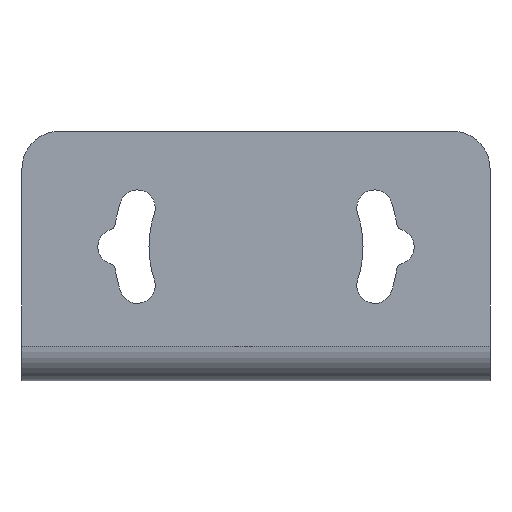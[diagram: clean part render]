
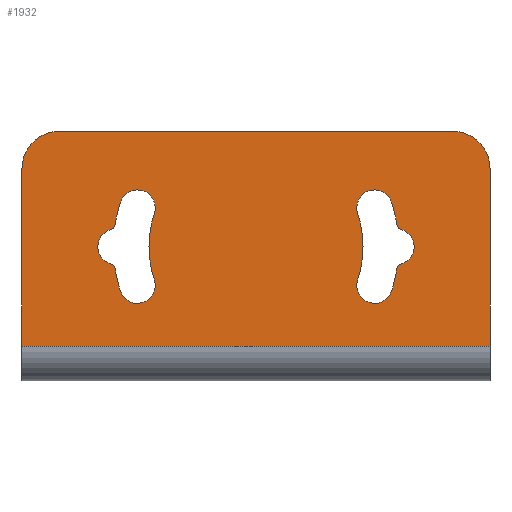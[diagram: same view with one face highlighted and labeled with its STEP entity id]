
A CAD part, front view. The second image highlights one B-rep face of the part: STEP entity #1932.
In plain terms, the highlighted planar face has unit normal (0, -1, 0).
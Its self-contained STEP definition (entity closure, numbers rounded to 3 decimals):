
#553=DIRECTION('',(0.,0.,1.));
#554=VECTOR('',#553,28.44);
#555=CARTESIAN_POINT('',(37.5,0.,2.78));
#556=LINE('',#555,#554);
#557=CARTESIAN_POINT('',(31.5,0.,31.22));
#558=DIRECTION('',(0.,-1.,0.));
#559=DIRECTION('',(1.,0.,0.));
#560=AXIS2_PLACEMENT_3D('',#557,#558,#559);
#562=DIRECTION('',(1.,0.,0.));
#563=VECTOR('',#562,75.);
#564=CARTESIAN_POINT('',(-37.5,0.,2.78));
#565=LINE('',#564,#563);
#566=CARTESIAN_POINT('',(-31.5,0.,31.22));
#567=DIRECTION('',(0.,-1.,0.));
#568=DIRECTION('',(0.,0.,1.));
#569=AXIS2_PLACEMENT_3D('',#566,#567,#568);
#571=CARTESIAN_POINT('',(-23.561,0.,15.019));
#572=DIRECTION('',(0.,-1.,0.));
#573=DIRECTION('',(0.988,0.,0.155));
#574=AXIS2_PLACEMENT_3D('',#571,#572,#573);
#576=CARTESIAN_POINT('',(0.,0.,18.72));
#577=DIRECTION('',(0.,1.,0.));
#578=DIRECTION('',(-0.95,0.,-0.312));
#579=AXIS2_PLACEMENT_3D('',#576,#577,#578);
#581=CARTESIAN_POINT('',(-19.,0.,12.475));
#582=DIRECTION('',(0.,1.,0.));
#583=DIRECTION('',(0.95,0.,0.312));
#584=AXIS2_PLACEMENT_3D('',#581,#582,#583);
#586=CARTESIAN_POINT('',(0.,0.,18.72));
#587=DIRECTION('',(0.,1.,0.));
#588=DIRECTION('',(-0.95,0.,-0.312));
#589=AXIS2_PLACEMENT_3D('',#586,#587,#588);
#591=CARTESIAN_POINT('',(0.,0.,18.72));
#592=DIRECTION('',(0.,1.,0.));
#593=DIRECTION('',(-1.,0.,0.));
#594=AXIS2_PLACEMENT_3D('',#591,#592,#593);
#596=CARTESIAN_POINT('',(-19.,0.,24.965));
#597=DIRECTION('',(0.,1.,0.));
#598=DIRECTION('',(-0.95,0.,0.312));
#599=AXIS2_PLACEMENT_3D('',#596,#597,#598);
#601=CARTESIAN_POINT('',(0.,0.,18.72));
#602=DIRECTION('',(0.,1.,0.));
#603=DIRECTION('',(-0.988,0.,0.155));
#604=AXIS2_PLACEMENT_3D('',#601,#602,#603);
#606=CARTESIAN_POINT('',(-23.561,0.,22.421));
#607=DIRECTION('',(0.,-1.,0.));
#608=DIRECTION('',(0.276,0.,-0.961));
#609=AXIS2_PLACEMENT_3D('',#606,#607,#608);
#611=CARTESIAN_POINT('',(-22.5,0.,18.72));
#612=DIRECTION('',(0.,-1.,0.));
#613=DIRECTION('',(-0.276,0.,0.961));
#614=AXIS2_PLACEMENT_3D('',#611,#612,#613);
#616=CARTESIAN_POINT('',(23.561,0.,15.019));
#617=DIRECTION('',(0.,-1.,0.));
#618=DIRECTION('',(-0.276,0.,0.961));
#619=AXIS2_PLACEMENT_3D('',#616,#617,#618);
#621=CARTESIAN_POINT('',(22.5,0.,18.72));
#622=DIRECTION('',(0.,-1.,0.));
#623=DIRECTION('',(0.276,0.,-0.961));
#624=AXIS2_PLACEMENT_3D('',#621,#622,#623);
#626=CARTESIAN_POINT('',(23.561,0.,22.421));
#627=DIRECTION('',(0.,-1.,0.));
#628=DIRECTION('',(-0.988,0.,-0.155));
#629=AXIS2_PLACEMENT_3D('',#626,#627,#628);
#631=CARTESIAN_POINT('',(0.,0.,18.72));
#632=DIRECTION('',(0.,1.,0.));
#633=DIRECTION('',(0.95,0.,0.312));
#634=AXIS2_PLACEMENT_3D('',#631,#632,#633);
#636=CARTESIAN_POINT('',(19.,0.,24.965));
#637=DIRECTION('',(0.,1.,0.));
#638=DIRECTION('',(-0.95,0.,-0.312));
#639=AXIS2_PLACEMENT_3D('',#636,#637,#638);
#641=CARTESIAN_POINT('',(0.,0.,18.72));
#642=DIRECTION('',(0.,1.,0.));
#643=DIRECTION('',(0.95,0.,0.312));
#644=AXIS2_PLACEMENT_3D('',#641,#642,#643);
#646=CARTESIAN_POINT('',(0.,0.,18.72));
#647=DIRECTION('',(0.,1.,0.));
#648=DIRECTION('',(1.,0.,0.));
#649=AXIS2_PLACEMENT_3D('',#646,#647,#648);
#651=CARTESIAN_POINT('',(19.,0.,12.475));
#652=DIRECTION('',(0.,1.,0.));
#653=DIRECTION('',(0.95,0.,-0.312));
#654=AXIS2_PLACEMENT_3D('',#651,#652,#653);
#656=CARTESIAN_POINT('',(0.,0.,18.72));
#657=DIRECTION('',(0.,1.,0.));
#658=DIRECTION('',(0.988,0.,-0.155));
#659=AXIS2_PLACEMENT_3D('',#656,#657,#658);
#665=DIRECTION('',(0.,0.,1.));
#666=VECTOR('',#665,28.44);
#667=CARTESIAN_POINT('',(-37.5,0.,2.78));
#668=LINE('',#667,#666);
#785=DIRECTION('',(1.,0.,0.));
#786=VECTOR('',#785,63.);
#787=CARTESIAN_POINT('',(-31.5,0.,37.22));
#788=LINE('',#787,#786);
#874=CARTESIAN_POINT('',(-37.5,0.,2.78));
#876=VERTEX_POINT('',#874);
#878=CARTESIAN_POINT('',(37.5,0.,2.78));
#880=VERTEX_POINT('',#878);
#973=CARTESIAN_POINT('',(-16.292,0.,13.365));
#974=CARTESIAN_POINT('',(-17.15,0.,18.72));
#975=VERTEX_POINT('',#973);
#976=VERTEX_POINT('',#974);
#977=CARTESIAN_POINT('',(-16.292,0.,24.075));
#978=VERTEX_POINT('',#977);
#979=CARTESIAN_POINT('',(-21.707,0.,25.855));
#980=VERTEX_POINT('',#979);
#981=CARTESIAN_POINT('',(-21.707,0.,11.585));
#982=VERTEX_POINT('',#981);
#983=CARTESIAN_POINT('',(16.292,0.,24.075));
#984=CARTESIAN_POINT('',(17.15,0.,18.72));
#985=VERTEX_POINT('',#983);
#986=VERTEX_POINT('',#984);
#987=CARTESIAN_POINT('',(16.292,0.,13.365));
#988=VERTEX_POINT('',#987);
#989=CARTESIAN_POINT('',(21.707,0.,11.585));
#990=VERTEX_POINT('',#989);
#991=CARTESIAN_POINT('',(21.707,0.,25.855));
#992=VERTEX_POINT('',#991);
#1009=CARTESIAN_POINT('',(37.5,0.,31.22));
#1010=CARTESIAN_POINT('',(31.5,0.,37.22));
#1011=VERTEX_POINT('',#1009);
#1012=VERTEX_POINT('',#1010);
#1017=CARTESIAN_POINT('',(-31.5,0.,37.22));
#1018=CARTESIAN_POINT('',(-37.5,0.,31.22));
#1019=VERTEX_POINT('',#1017);
#1020=VERTEX_POINT('',#1018);
#1093=CARTESIAN_POINT('',(-22.573,0.,15.174));
#1094=VERTEX_POINT('',#1093);
#1095=CARTESIAN_POINT('',(-23.285,0.,15.98));
#1096=VERTEX_POINT('',#1095);
#1101=CARTESIAN_POINT('',(-23.285,0.,21.46));
#1102=VERTEX_POINT('',#1101);
#1103=CARTESIAN_POINT('',(-22.573,0.,22.266));
#1104=VERTEX_POINT('',#1103);
#1109=CARTESIAN_POINT('',(23.285,0.,15.98));
#1110=VERTEX_POINT('',#1109);
#1111=CARTESIAN_POINT('',(22.573,0.,15.174));
#1112=VERTEX_POINT('',#1111);
#1117=CARTESIAN_POINT('',(22.573,0.,
22.266));
#1118=VERTEX_POINT('',#1117);
#1119=CARTESIAN_POINT('',(23.285,0.,21.46));
#1120=VERTEX_POINT('',#1119);
#1876=CARTESIAN_POINT('',(-37.5,0.,2.78));
#1877=DIRECTION('',(0.,1.,0.));
#1878=DIRECTION('',(0.,0.,1.));
#1879=AXIS2_PLACEMENT_3D('',#1876,#1877,#1878);
#1880=PLANE('',#1879);
#1881=ORIENTED_EDGE('',*,*,#1866,.F.);
#1882=ORIENTED_EDGE('',*,*,#1856,.F.);
#1883=ORIENTED_EDGE('',*,*,#1128,.F.);
#1885=ORIENTED_EDGE('',*,*,#1884,.T.);
#1887=ORIENTED_EDGE('',*,*,#1886,.F.);
#1889=ORIENTED_EDGE('',*,*,#1888,.T.);
#1890=EDGE_LOOP('',(#1881,#1882,#1883,#1885,#1887,#1889));
#1891=FACE_OUTER_BOUND('',#1890,.F.);
#1893=ORIENTED_EDGE('',*,*,#1892,.F.);
#1895=ORIENTED_EDGE('',*,*,#1894,.F.);
#1897=ORIENTED_EDGE('',*,*,#1896,.F.);
#1899=ORIENTED_EDGE('',*,*,#1898,.T.);
#1901=ORIENTED_EDGE('',*,*,#1900,.T.);
#1903=ORIENTED_EDGE('',*,*,#1902,.F.);
#1905=ORIENTED_EDGE('',*,*,#1904,.F.);
#1907=ORIENTED_EDGE('',*,*,#1906,.F.);
#1909=ORIENTED_EDGE('',*,*,#1908,.T.);
#1910=EDGE_LOOP('',(#1893,#1895,#1897,#1899,#1901,#1903,#1905,#1907,#1909));
#1911=FACE_BOUND('',#1910,.F.);
#1913=ORIENTED_EDGE('',*,*,#1912,.F.);
#1915=ORIENTED_EDGE('',*,*,#1914,.T.);
#1917=ORIENTED_EDGE('',*,*,#1916,.F.);
#1919=ORIENTED_EDGE('',*,*,#1918,.F.);
#1921=ORIENTED_EDGE('',*,*,#1920,.F.);
#1923=ORIENTED_EDGE('',*,*,#1922,.T.);
#1925=ORIENTED_EDGE('',*,*,#1924,.T.);
#1927=ORIENTED_EDGE('',*,*,#1926,.F.);
#1929=ORIENTED_EDGE('',*,*,#1928,.F.);
#1930=EDGE_LOOP('',(#1913,#1915,#1917,#1919,#1921,#1923,#1925,#1927,#1929));
#1931=FACE_BOUND('',#1930,.F.);
#1932=ADVANCED_FACE('',(#1891,#1911,#1931),#1880,.F.);
#561=CIRCLE('',#560,6.);
#570=CIRCLE('',#569,6.);
#575=CIRCLE('',#574,1.);
#580=CIRCLE('',#579,22.85);
#585=CIRCLE('',#584,2.85);
#590=CIRCLE('',#589,17.15);
#595=CIRCLE('',#594,17.15);
#600=CIRCLE('',#599,2.85);
#605=CIRCLE('',#604,22.85);
#610=CIRCLE('',#609,1.);
#615=CIRCLE('',#614,2.85);
#620=CIRCLE('',#619,1.);
#625=CIRCLE('',#624,2.85);
#630=CIRCLE('',#629,1.);
#635=CIRCLE('',#634,22.85);
#640=CIRCLE('',#639,2.85);
#645=CIRCLE('',#644,17.15);
#650=CIRCLE('',#649,17.15);
#655=CIRCLE('',#654,2.85);
#660=CIRCLE('',#659,22.85);
#1128=EDGE_CURVE('',#876,#880,#565,.T.);
#1856=EDGE_CURVE('',#880,#1011,#556,.T.);
#1866=EDGE_CURVE('',#1011,#1012,#561,.T.);
#1884=EDGE_CURVE('',#876,#1020,#668,.T.);
#1886=EDGE_CURVE('',#1019,#1020,#570,.T.);
#1888=EDGE_CURVE('',#1019,#1012,#788,.T.);
#1892=EDGE_CURVE('',#1094,#1096,#575,.T.);
#1894=EDGE_CURVE('',#982,#1094,#580,.T.);
#1896=EDGE_CURVE('',#975,#982,#585,.T.);
#1898=EDGE_CURVE('',#975,#976,#590,.T.);
#1900=EDGE_CURVE('',#976,#978,#595,.T.);
#1902=EDGE_CURVE('',#980,#978,#600,.T.);
#1904=EDGE_CURVE('',#1104,#980,#605,.T.);
#1906=EDGE_CURVE('',#1102,#1104,#610,.T.);
#1908=EDGE_CURVE('',#1102,#1096,#615,.T.);
#1912=EDGE_CURVE('',#1110,#1112,#620,.T.);
#1914=EDGE_CURVE('',#1110,#1120,#625,.T.);
#1916=EDGE_CURVE('',#1118,#1120,#630,.T.);
#1918=EDGE_CURVE('',#992,#1118,#635,.T.);
#1920=EDGE_CURVE('',#985,#992,#640,.T.);
#1922=EDGE_CURVE('',#985,#986,#645,.T.);
#1924=EDGE_CURVE('',#986,#988,#650,.T.);
#1926=EDGE_CURVE('',#990,#988,#655,.T.);
#1928=EDGE_CURVE('',#1112,#990,#660,.T.);
